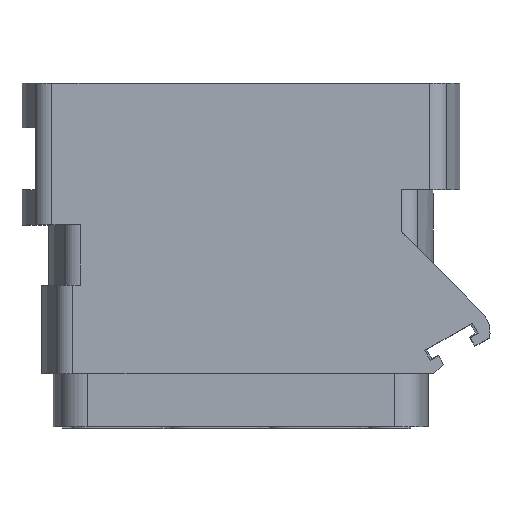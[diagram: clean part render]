
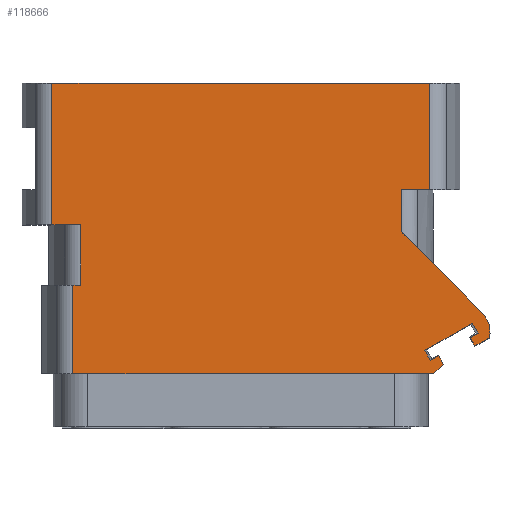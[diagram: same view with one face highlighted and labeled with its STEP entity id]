
A CAD part, top view. The second image highlights one B-rep face of the part: STEP entity #118666.
In plain terms, the highlighted planar face has unit normal (0, 0, 1).
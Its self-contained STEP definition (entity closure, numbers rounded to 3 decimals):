
#10=DIRECTION('',(-1.,0.,0.));
#11=VECTOR('',#10,21.35);
#12=CARTESIAN_POINT('',(10.675,0.,5.));
#13=LINE('',#12,#11);
#96=DIRECTION('',(0.866,0.5,0.));
#97=VECTOR('',#96,0.525);
#98=CARTESIAN_POINT('',(10.725,-15.663,5.));
#99=LINE('',#98,#97);
#100=DIRECTION('',(0.5,-0.866,0.));
#101=VECTOR('',#100,0.55);
#102=CARTESIAN_POINT('',(11.18,-15.4,5.));
#103=LINE('',#102,#101);
#104=DIRECTION('',(-0.727,-0.686,0.));
#105=VECTOR('',#104,0.763);
#106=CARTESIAN_POINT('',(11.455,-15.877,5.));
#107=LINE('',#106,#105);
#108=CARTESIAN_POINT('',(12.588,-14.043,5.));
#109=DIRECTION('',(0.,0.,-1.));
#110=DIRECTION('',(0.707,0.707,0.));
#111=AXIS2_PLACEMENT_3D('',#108,#109,#110);
#113=DIRECTION('',(-0.866,-0.5,0.));
#114=VECTOR('',#113,0.947);
#115=CARTESIAN_POINT('',(14.05,-14.378,5.));
#116=LINE('',#115,#114);
#117=DIRECTION('',(-0.5,0.866,0.));
#118=VECTOR('',#117,0.55);
#119=CARTESIAN_POINT('',(13.23,-14.852,5.));
#120=LINE('',#119,#118);
#121=DIRECTION('',(0.866,0.5,0.));
#122=VECTOR('',#121,0.525);
#123=CARTESIAN_POINT('',(12.955,-14.375,5.));
#124=LINE('',#123,#122);
#125=DIRECTION('',(-0.866,-0.5,0.));
#126=VECTOR('',#125,3.1);
#127=CARTESIAN_POINT('',(13.085,-13.55,5.));
#128=LINE('',#127,#126);
#146=DIRECTION('',(1.,0.,0.));
#147=VECTOR('',#146,20.392);
#148=CARTESIAN_POINT('',(-9.492,-16.4,5.));
#149=LINE('',#148,#147);
#219=DIRECTION('',(-1.,0.,0.));
#220=VECTOR('',#219,0.436);
#221=CARTESIAN_POINT('',(-9.056,-11.4,5.));
#222=LINE('',#221,#220);
#246=DIRECTION('',(1.,0.,0.));
#247=VECTOR('',#246,1.619);
#248=CARTESIAN_POINT('',(-10.675,-8.,5.));
#249=LINE('',#248,#247);
#273=DIRECTION('',(0.,-1.,0.));
#274=VECTOR('',#273,3.4);
#275=CARTESIAN_POINT('',(-9.056,-8.,5.));
#276=LINE('',#275,#274);
#300=DIRECTION('',(0.,-1.,0.));
#301=VECTOR('',#300,8.);
#302=CARTESIAN_POINT('',(-10.675,0.,5.));
#303=LINE('',#302,#301);
#345=DIRECTION('',(0.,-1.,0.));
#346=VECTOR('',#345,5.);
#347=CARTESIAN_POINT('',(-9.492,-11.4,5.));
#348=LINE('',#347,#346);
#94125=DIRECTION('',(0.,1.,0.));
#94126=VECTOR('',#94125,6.);
#94127=CARTESIAN_POINT('',(10.675,-6.,5.));
#94128=LINE('',#94127,#94126);
#94157=DIRECTION('',(1.,0.,0.));
#94158=VECTOR('',#94157,1.619);
#94159=CARTESIAN_POINT('',(9.056,-6.,5.));
#94160=LINE('',#94159,#94158);
#94205=DIRECTION('',(-0.707,0.707,0.));
#94206=VECTOR('',#94205,6.495);
#94207=CARTESIAN_POINT('',(13.649,-12.983,5.));
#94208=LINE('',#94207,#94206);
#94263=DIRECTION('',(0.,1.,0.));
#94264=VECTOR('',#94263,2.39);
#94265=CARTESIAN_POINT('',(9.056,-8.39,5.));
#94266=LINE('',#94265,#94264);
#94308=DIRECTION('',(0.5,-0.866,0.));
#94309=VECTOR('',#94308,0.65);
#94310=CARTESIAN_POINT('',(13.085,-13.55,5.));
#94311=LINE('',#94310,#94309);
#94348=DIRECTION('',(-0.5,0.866,0.));
#94349=VECTOR('',#94348,0.65);
#94350=CARTESIAN_POINT('',(10.725,-15.663,5.));
#94351=LINE('',#94350,#94349);
#94352=CARTESIAN_POINT('',(13.649,-12.983,5.));
#94353=CARTESIAN_POINT('',(14.05,-14.378,5.));
#94354=VERTEX_POINT('',#94352);
#94355=VERTEX_POINT('',#94353);
#94356=CARTESIAN_POINT('',(13.23,-14.852,5.));
#94357=VERTEX_POINT('',#94356);
#94968=CARTESIAN_POINT('',(10.675,-6.,5.));
#94969=VERTEX_POINT('',#94968);
#94970=CARTESIAN_POINT('',(10.675,0.,5.));
#94971=VERTEX_POINT('',#94970);
#94994=CARTESIAN_POINT('',(-10.675,0.,5.));
#94995=VERTEX_POINT('',#94994);
#95002=CARTESIAN_POINT('',(-10.675,-8.,5.));
#95003=VERTEX_POINT('',#95002);
#95016=CARTESIAN_POINT('',(9.056,-8.39,5.));
#95017=CARTESIAN_POINT('',(9.056,-6.,5.));
#95018=VERTEX_POINT('',#95016);
#95019=VERTEX_POINT('',#95017);
#95032=CARTESIAN_POINT('',(-9.056,-8.,5.));
#95033=CARTESIAN_POINT('',(-9.056,-11.4,5.));
#95034=VERTEX_POINT('',#95032);
#95035=VERTEX_POINT('',#95033);
#95048=CARTESIAN_POINT('',(-9.492,-11.4,5.));
#95049=VERTEX_POINT('',#95048);
#95050=CARTESIAN_POINT('',(-9.492,-16.4,5.));
#95051=VERTEX_POINT('',#95050);
#95052=CARTESIAN_POINT('',(10.9,-16.4,5.));
#95053=VERTEX_POINT('',#95052);
#95056=CARTESIAN_POINT('',(11.455,-15.877,5.));
#95057=VERTEX_POINT('',#95056);
#95064=CARTESIAN_POINT('',(10.4,-15.1,5.));
#95065=VERTEX_POINT('',#95064);
#95066=CARTESIAN_POINT('',(13.085,-13.55,5.));
#95068=VERTEX_POINT('',#95066);
#95080=CARTESIAN_POINT('',(10.725,-15.663,5.));
#95081=CARTESIAN_POINT('',(11.18,-15.4,5.));
#95082=VERTEX_POINT('',#95080);
#95083=VERTEX_POINT('',#95081);
#95084=CARTESIAN_POINT('',(12.955,-14.375,5.));
#95085=CARTESIAN_POINT('',(13.41,-14.113,5.));
#95086=VERTEX_POINT('',#95084);
#95087=VERTEX_POINT('',#95085);
#118619=CARTESIAN_POINT('',(11.347,0.,5.));
#118620=DIRECTION('',(0.,0.,1.));
#118621=DIRECTION('',(-1.,0.,0.));
#118622=AXIS2_PLACEMENT_3D('',#118619,#118620,#118621);
#118623=PLANE('',#118622);
#118624=ORIENTED_EDGE('',*,*,#118609,.T.);
#118626=ORIENTED_EDGE('',*,*,#118625,.T.);
#118628=ORIENTED_EDGE('',*,*,#118627,.T.);
#118630=ORIENTED_EDGE('',*,*,#118629,.F.);
#118632=ORIENTED_EDGE('',*,*,#118631,.F.);
#118634=ORIENTED_EDGE('',*,*,#118633,.F.);
#118636=ORIENTED_EDGE('',*,*,#118635,.F.);
#118638=ORIENTED_EDGE('',*,*,#118637,.F.);
#118640=ORIENTED_EDGE('',*,*,#118639,.F.);
#118641=ORIENTED_EDGE('',*,*,#118509,.F.);
#118643=ORIENTED_EDGE('',*,*,#118642,.F.);
#118645=ORIENTED_EDGE('',*,*,#118644,.F.);
#118647=ORIENTED_EDGE('',*,*,#118646,.F.);
#118649=ORIENTED_EDGE('',*,*,#118648,.F.);
#118651=ORIENTED_EDGE('',*,*,#118650,.T.);
#118653=ORIENTED_EDGE('',*,*,#118652,.T.);
#118655=ORIENTED_EDGE('',*,*,#118654,.T.);
#118657=ORIENTED_EDGE('',*,*,#118656,.T.);
#118659=ORIENTED_EDGE('',*,*,#118658,.F.);
#118661=ORIENTED_EDGE('',*,*,#118660,.T.);
#118663=ORIENTED_EDGE('',*,*,#118662,.F.);
#118664=EDGE_LOOP('',(#118624,#118626,#118628,#118630,#118632,#118634,#118636,
#118638,#118640,#118641,#118643,#118645,#118647,#118649,#118651,#118653,#118655,
#118657,#118659,#118661,#118663));
#118665=FACE_OUTER_BOUND('',#118664,.F.);
#118666=ADVANCED_FACE('',(#118665),#118623,.T.);
#112=CIRCLE('',#111,1.5);
#118509=EDGE_CURVE('',#94971,#94995,#13,.T.);
#118609=EDGE_CURVE('',#95082,#95083,#99,.T.);
#118625=EDGE_CURVE('',#95083,#95057,#103,.T.);
#118627=EDGE_CURVE('',#95057,#95053,#107,.T.);
#118629=EDGE_CURVE('',#95051,#95053,#149,.T.);
#118631=EDGE_CURVE('',#95049,#95051,#348,.T.);
#118633=EDGE_CURVE('',#95035,#95049,#222,.T.);
#118635=EDGE_CURVE('',#95034,#95035,#276,.T.);
#118637=EDGE_CURVE('',#95003,#95034,#249,.T.);
#118639=EDGE_CURVE('',#94995,#95003,#303,.T.);
#118642=EDGE_CURVE('',#94969,#94971,#94128,.T.);
#118644=EDGE_CURVE('',#95019,#94969,#94160,.T.);
#118646=EDGE_CURVE('',#95018,#95019,#94266,.T.);
#118648=EDGE_CURVE('',#94354,#95018,#94208,.T.);
#118650=EDGE_CURVE('',#94354,#94355,#112,.T.);
#118652=EDGE_CURVE('',#94355,#94357,#116,.T.);
#118654=EDGE_CURVE('',#94357,#95086,#120,.T.);
#118656=EDGE_CURVE('',#95086,#95087,#124,.T.);
#118658=EDGE_CURVE('',#95068,#95087,#94311,.T.);
#118660=EDGE_CURVE('',#95068,#95065,#128,.T.);
#118662=EDGE_CURVE('',#95082,#95065,#94351,.T.);
